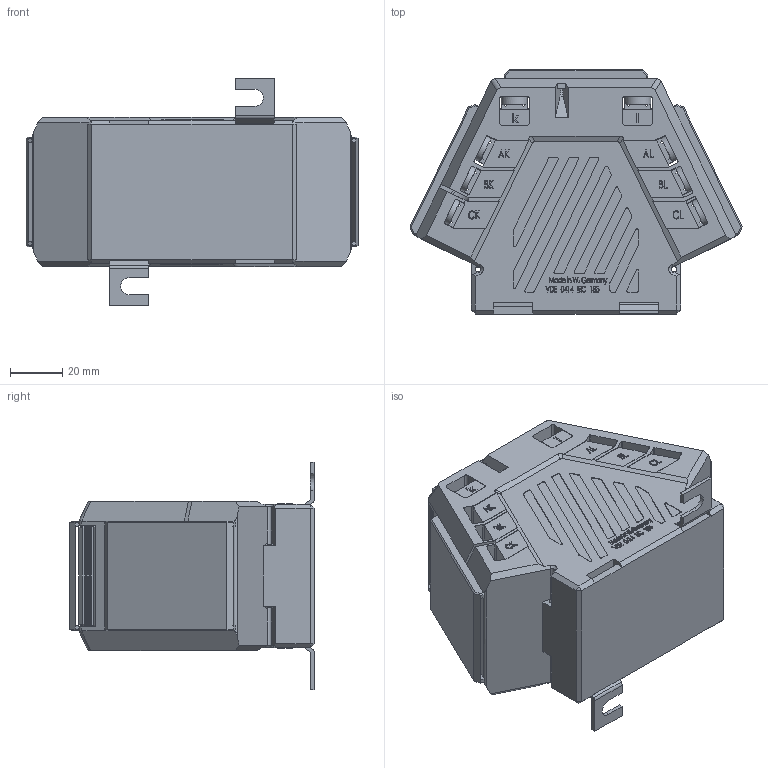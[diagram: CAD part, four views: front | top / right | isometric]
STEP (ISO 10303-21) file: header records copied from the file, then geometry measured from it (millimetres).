
FILE_DESCRIPTION(/* description */ (''),/* implementation_level */ '2;1');
FILE_NAME(/* name */ 'KSU2.stp',/* time_stamp */ '2024-03-06T09:49:43+01:00',/* author */ ('JDI'),/* organization */ (''),/* preprocessor_version */ 'ST-DEVELOPER v19.2',/* originating_system */ 'Autodesk Inventor 2023',/* authorisation */ '');
FILE_SCHEMA (('AUTOMOTIVE_DESIGN { 1 0 10303 214 3 1 1 }'));
Products named in the file (1): KSU2
Bounding box: 127 x 93.5 x 87 mm (x, y, z)
Volume: 416831.6 mm3; surface area: 78577.3 mm2
Topology: 1 solids, 1 shells, 2500 faces, 6750 edges, 4264 vertices
Faces by surface type: plane 1858, bspline 350, cylinder 238, cone 20, sphere 18, torus 16
Full cylindrical faces by diameter (mm): 2 x2, 5 x16, 5.3 x16, 10 x16
Entity records: 97439 total; most frequent: CARTESIAN_POINT 34361, ORIENTED_EDGE 13500, DIRECTION 11268, EDGE_CURVE 6750, LINE 5070, VECTOR 5070, VERTEX_POINT 4264, AXIS2_PLACEMENT_3D 3099
